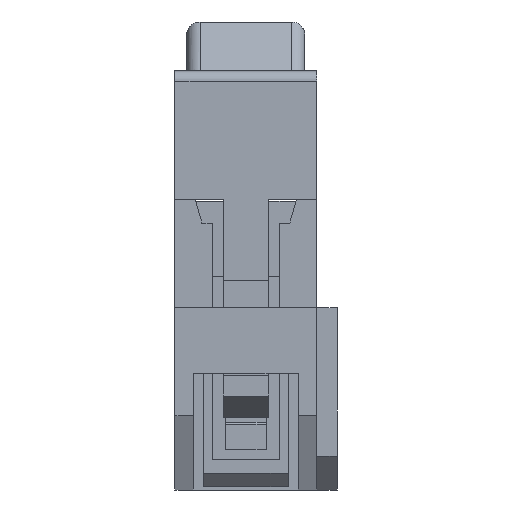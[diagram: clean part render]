
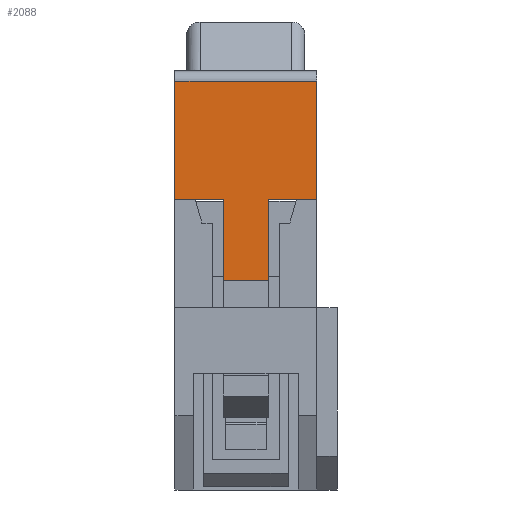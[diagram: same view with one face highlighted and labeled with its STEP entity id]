
A CAD part, left-side view. The second image highlights one B-rep face of the part: STEP entity #2088.
In plain terms, the highlighted planar face has unit normal (-1, 0, 0).
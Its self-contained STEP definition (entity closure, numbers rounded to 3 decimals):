
#2088 = ADVANCED_FACE( '', ( #4096 ), #4097, .T. );
#4096 = FACE_OUTER_BOUND( '', #6067, .T. );
#4097 = PLANE( '', #6068 );
#6067 = EDGE_LOOP( '', ( #11680, #11681, #11682, #11683, #11684, #11685, #11686, #11687 ) );
#6068 = AXIS2_PLACEMENT_3D( '', #11688, #11689, #11690 );
#11680 = ORIENTED_EDGE( '', *, *, #13853, .T. );
#11681 = ORIENTED_EDGE( '', *, *, #12403, .T. );
#11682 = ORIENTED_EDGE( '', *, *, #14641, .F. );
#11683 = ORIENTED_EDGE( '', *, *, #13411, .F. );
#11684 = ORIENTED_EDGE( '', *, *, #14482, .T. );
#11685 = ORIENTED_EDGE( '', *, *, #14459, .F. );
#11686 = ORIENTED_EDGE( '', *, *, #13907, .F. );
#11687 = ORIENTED_EDGE( '', *, *, #13415, .F. );
#11688 = CARTESIAN_POINT( '', ( -14.5, -2.1, -1.9 ) );
#11689 = DIRECTION( '', ( -1., 0., 0. ) );
#11690 = DIRECTION( '', ( 0., 0., 1. ) );
#12403 = EDGE_CURVE( '', #14857, #14861, #14863, .T. );
#13411 = EDGE_CURVE( '', #16569, #16571, #16572, .T. );
#13415 = EDGE_CURVE( '', #16577, #16579, #16580, .T. );
#13853 = EDGE_CURVE( '', #16577, #14857, #17223, .T. );
#13907 = EDGE_CURVE( '', #16579, #17294, #17295, .T. );
#14459 = EDGE_CURVE( '', #17294, #17970, #17972, .T. );
#14482 = EDGE_CURVE( '', #16569, #17970, #17997, .T. );
#14641 = EDGE_CURVE( '', #16571, #14861, #18167, .T. );
#14857 = VERTEX_POINT( '', #18437 );
#14861 = VERTEX_POINT( '', #18442 );
#14863 = LINE( '', #18444, #18445 );
#16569 = VERTEX_POINT( '', #20944 );
#16571 = VERTEX_POINT( '', #20947 );
#16572 = LINE( '', #20948, #20949 );
#16577 = VERTEX_POINT( '', #20956 );
#16579 = VERTEX_POINT( '', #20959 );
#16580 = LINE( '', #20960, #20961 );
#17223 = LINE( '', #21927, #21928 );
#17294 = VERTEX_POINT( '', #22032 );
#17295 = LINE( '', #22033, #22034 );
#17970 = VERTEX_POINT( '', #23015 );
#17972 = LINE( '', #23018, #23019 );
#17997 = LINE( '', #23056, #23057 );
#18167 = LINE( '', #23296, #23297 );
#18437 = CARTESIAN_POINT( '', ( -14.5, -2.1, 1.6 ) );
#18442 = CARTESIAN_POINT( '', ( -14.5, 2.1, 1.6 ) );
#18444 = CARTESIAN_POINT( '', ( -14.5, -2.1, 1.6 ) );
#18445 = VECTOR( '', #23476, 1000. );
#20944 = CARTESIAN_POINT( '', ( -14.5, 0.675, -1.9 ) );
#20947 = CARTESIAN_POINT( '', ( -14.5, 2.1, -1.9 ) );
#20948 = CARTESIAN_POINT( '', ( -14.5, -2.1, -1.9 ) );
#20949 = VECTOR( '', #24382, 1000. );
#20956 = CARTESIAN_POINT( '', ( -14.5, -2.1, -1.9 ) );
#20959 = CARTESIAN_POINT( '', ( -14.5, -0.675, -1.9 ) );
#20960 = CARTESIAN_POINT( '', ( -14.5, -2.1, -1.9 ) );
#20961 = VECTOR( '', #24386, 1000. );
#21927 = CARTESIAN_POINT( '', ( -14.5, -2.1, -1.9 ) );
#21928 = VECTOR( '', #24800, 1000. );
#22032 = CARTESIAN_POINT( '', ( -14.5, -0.675, -4.3 ) );
#22033 = CARTESIAN_POINT( '', ( -14.5, -0.675, -1.9 ) );
#22034 = VECTOR( '', #24843, 1000. );
#23015 = CARTESIAN_POINT( '', ( -14.5, 0.675, -4.3 ) );
#23018 = CARTESIAN_POINT( '', ( -14.5, -0.675, -4.3 ) );
#23019 = VECTOR( '', #25331, 1000. );
#23056 = CARTESIAN_POINT( '', ( -14.5, 0.675, -1.9 ) );
#23057 = VECTOR( '', #25350, 1000. );
#23296 = CARTESIAN_POINT( '', ( -14.5, 2.1, -1.9 ) );
#23297 = VECTOR( '', #25420, 1000. );
#23476 = DIRECTION( '', ( 0., 1., 0. ) );
#24382 = DIRECTION( '', ( 0., 1., 0. ) );
#24386 = DIRECTION( '', ( 0., 1., 0. ) );
#24800 = DIRECTION( '', ( 0., 0., 1. ) );
#24843 = DIRECTION( '', ( 0., 0., -1. ) );
#25331 = DIRECTION( '', ( 0., 1., 0. ) );
#25350 = DIRECTION( '', ( 0., 0., -1. ) );
#25420 = DIRECTION( '', ( 0., 0., 1. ) );
